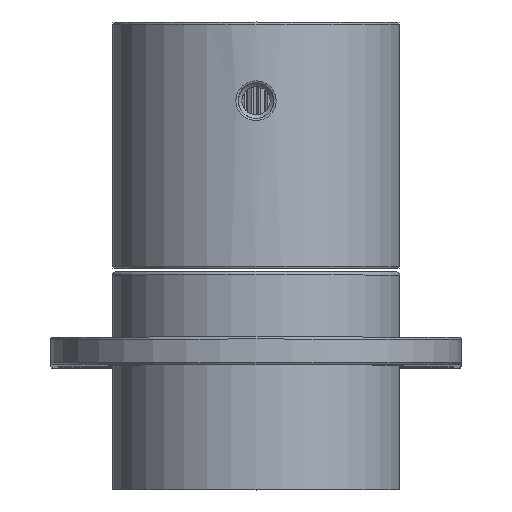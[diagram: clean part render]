
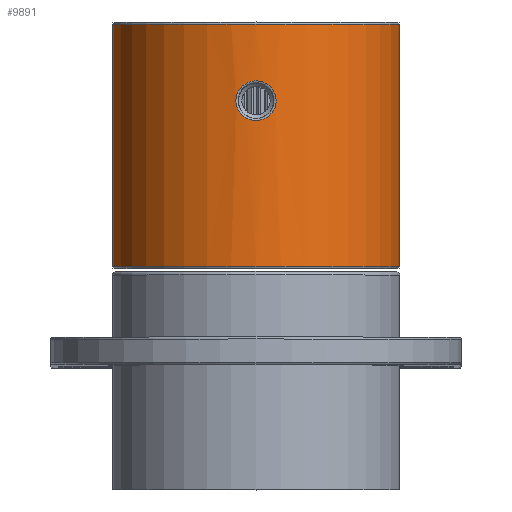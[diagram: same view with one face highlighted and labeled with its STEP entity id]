
A CAD part, top view. The second image highlights one B-rep face of the part: STEP entity #9891.
In plain terms, the highlighted cylindrical face has radius 21 mm (diameter 42 mm), a full revolution.
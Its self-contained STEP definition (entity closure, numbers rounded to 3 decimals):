
#155=B_SPLINE_CURVE_WITH_KNOTS('',3,(#18592,#18593,#18594,#18595,#18596,
#18597,#18598,#18599,#18600,#18601,#18602,#18603,#18604,#18605,#18606,#18607,
#18608,#18609,#18610),.UNSPECIFIED.,.T.,.F.,(1,1,1,1,1,1,1,1,1,1,1,1,1,
1,1,1,1,1,1,1,1,1,1),(-0.006,-0.004,-0.002,
0.,0.002,0.004,0.006,0.009,
0.011,0.013,0.015,0.017,
0.019,0.022,0.024,0.026,
0.028,0.03,0.032,0.035,
0.037,0.039,0.041),.UNSPECIFIED.);
#156=B_SPLINE_CURVE_WITH_KNOTS('',3,(#18614,#18615,#18616,#18617,#18618,
#18619,#18620,#18621,#18622,#18623,#18624),.UNSPECIFIED.,.T.,.F.,(1,1,1,
1,1,1,1,1,1,1,1,1,1,1,1),(-0.007,-0.005,-0.002,
0.,0.002,0.005,0.007,
0.009,0.012,0.014,0.016,
0.019,0.021,0.023,0.025),
 .UNSPECIFIED.);
#3277=ORIENTED_EDGE('',*,*,#5611,.T.);
#3278=ORIENTED_EDGE('',*,*,#5612,.T.);
#3279=ORIENTED_EDGE('',*,*,#5613,.T.);
#3280=ORIENTED_EDGE('',*,*,#5614,.T.);
#5611=EDGE_CURVE('',#6869,#6869,#155,.T.);
#5612=EDGE_CURVE('',#6870,#6870,#7667,.T.);
#5613=EDGE_CURVE('',#6871,#6871,#156,.T.);
#5614=EDGE_CURVE('',#6872,#6872,#7668,.F.);
#6869=VERTEX_POINT('',#18611);
#6870=VERTEX_POINT('',#18613);
#6871=VERTEX_POINT('',#18625);
#6872=VERTEX_POINT('',#18627);
#7667=CIRCLE('',#14085,21.);
#7668=CIRCLE('',#14086,21.);
#8198=EDGE_LOOP('',(#3277));
#8199=EDGE_LOOP('',(#3278));
#8200=EDGE_LOOP('',(#3279));
#8201=EDGE_LOOP('',(#3280));
#9044=FACE_BOUND('',#8198,.T.);
#9045=FACE_BOUND('',#8199,.T.);
#9046=FACE_BOUND('',#8200,.T.);
#9047=FACE_BOUND('',#8201,.T.);
#9579=CYLINDRICAL_SURFACE('',#14084,21.);
#9891=ADVANCED_FACE('',(#9044,#9045,#9046,#9047),#9579,.T.);
#14084=AXIS2_PLACEMENT_3D('',#18591,#15804,#15805);
#14085=AXIS2_PLACEMENT_3D('',#18612,#15806,#15807);
#14086=AXIS2_PLACEMENT_3D('',#18626,#15808,#15809);
#15804=DIRECTION('',(0.,-1.,0.));
#15805=DIRECTION('',(0.,0.,-1.));
#15806=DIRECTION('',(0.,1.,0.));
#15807=DIRECTION('',(0.,0.,1.));
#15808=DIRECTION('',(0.,1.,0.));
#15809=DIRECTION('',(0.,0.,1.));
#18591=CARTESIAN_POINT('',(0.,36.,0.));
#18592=CARTESIAN_POINT('',(5.182,28.65,20.356));
#18593=CARTESIAN_POINT('',(5.626,26.499,20.231));
#18594=CARTESIAN_POINT('',(5.183,24.353,20.356));
#18595=CARTESIAN_POINT('',(3.954,22.565,20.644));
#18596=CARTESIAN_POINT('',(2.142,21.38,20.923));
#18597=CARTESIAN_POINT('',(0.001,20.96,21.038));
#18598=CARTESIAN_POINT('',(-2.143,21.379,20.923));
#18599=CARTESIAN_POINT('',(-3.957,22.568,20.644));
#18600=CARTESIAN_POINT('',(-5.185,24.356,20.355));
#18601=CARTESIAN_POINT('',(-5.625,26.504,20.232));
#18602=CARTESIAN_POINT('',(-5.184,28.643,20.356));
#18603=CARTESIAN_POINT('',(-3.958,30.431,20.643));
#18604=CARTESIAN_POINT('',(-2.145,31.62,20.923));
#18605=CARTESIAN_POINT('',(0.,32.04,21.038));
#18606=CARTESIAN_POINT('',(2.144,31.62,20.923));
#18607=CARTESIAN_POINT('',(3.957,30.432,20.644));
#18608=CARTESIAN_POINT('',(5.182,28.65,20.356));
#18609=CARTESIAN_POINT('',(5.626,26.499,20.231));
#18610=CARTESIAN_POINT('',(5.183,24.353,20.356));
#18611=CARTESIAN_POINT('',(5.478,26.5,20.273));
#18612=CARTESIAN_POINT('',(0.,0.3,0.));
#18613=CARTESIAN_POINT('',(0.,0.3,21.));
#18614=CARTESIAN_POINT('',(2.294,26.783,-20.898));
#18615=CARTESIAN_POINT('',(0.,27.708,-21.051));
#18616=CARTESIAN_POINT('',(-2.295,26.783,-20.898));
#18617=CARTESIAN_POINT('',(-3.265,24.498,-20.74));
#18618=CARTESIAN_POINT('',(-2.296,22.217,-20.898));
#18619=CARTESIAN_POINT('',(0.004,21.292,-21.051));
#18620=CARTESIAN_POINT('',(2.291,22.215,-20.898));
#18621=CARTESIAN_POINT('',(3.267,24.499,-20.74));
#18622=CARTESIAN_POINT('',(2.294,26.783,-20.898));
#18623=CARTESIAN_POINT('',(0.,27.708,-21.051));
#18624=CARTESIAN_POINT('',(-2.295,26.783,-20.898));
#18625=CARTESIAN_POINT('',(0.,27.4,-21.));
#18626=CARTESIAN_POINT('',(0.,35.7,0.));
#18627=CARTESIAN_POINT('',(0.,35.7,21.));
